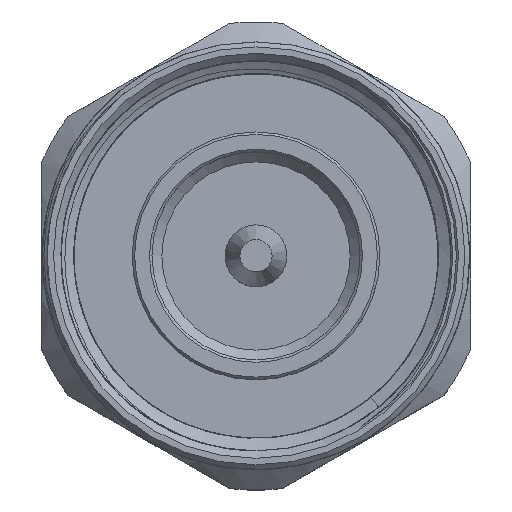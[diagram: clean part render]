
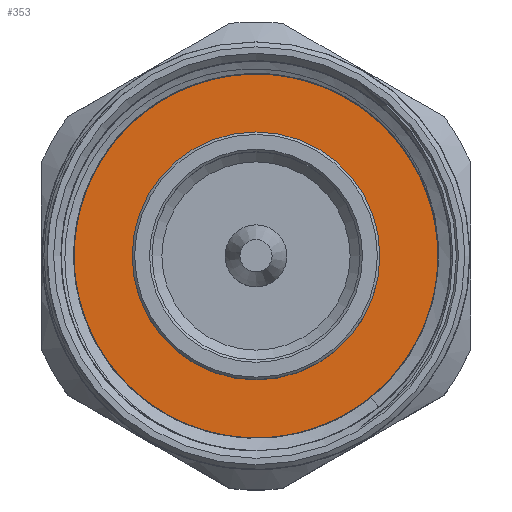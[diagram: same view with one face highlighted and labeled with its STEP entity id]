
A CAD part, top view. The second image highlights one B-rep face of the part: STEP entity #353.
In plain terms, the highlighted face is planar.
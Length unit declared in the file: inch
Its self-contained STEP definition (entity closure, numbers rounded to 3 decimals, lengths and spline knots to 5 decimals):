
#136 = CARTESIAN_POINT ( 'NONE',  ( 0.3317, -0.03846, -0.38495 ) ) ;
#155 = EDGE_CURVE ( 'NONE', #345, #3995, #4240, .T. ) ;
#208 = CARTESIAN_POINT ( 'NONE',  ( 0.3317, 0.36341, -0.07443 ) ) ;
#241 = CARTESIAN_POINT ( 'NONE',  ( 0.3317, 0.22225, -0.30698 ) ) ;
#263 = VERTEX_POINT ( 'NONE', #6081 ) ;
#267 = CARTESIAN_POINT ( 'NONE',  ( 0.3317, 0.01709, -0.38465 ) ) ;
#345 = VERTEX_POINT ( 'NONE', #1165 ) ;
#353 = ADVANCED_FACE ( 'NONE', ( #3141, #2667 ), #1424, .T. ) ;
#686 = CARTESIAN_POINT ( 'NONE',  ( 0.3317, 0.36886, -0.01871 ) ) ;
#724 = CARTESIAN_POINT ( 'NONE',  ( 0.3317, -0.21342, -0.32895 ) ) ;
#753 = CARTESIAN_POINT ( 'NONE',  ( 0.3317, -0.19728, -0.33825 ) ) ;
#820 = LINE ( 'NONE', #3426, #6214 ) ;
#926 = CIRCLE ( 'NONE', #3782, 0.24999 ) ;
#1140 = CARTESIAN_POINT ( 'NONE',  ( 0.3317, -0.14696, -0.36127 ) ) ;
#1165 = CARTESIAN_POINT ( 'NONE',  ( 0.3317, 0.36833, 0. ) ) ;
#1239 = CARTESIAN_POINT ( 'NONE',  ( 0.3317, 0.17602, -0.33744 ) ) ;
#1320 = DIRECTION ( 'NONE',  ( 0., -1., 0. ) ) ;
#1424 = PLANE ( 'NONE',  #1819 ) ;
#1461 = ORIENTED_EDGE ( 'NONE', *, *, #5731, .T. ) ;
#1621 = CARTESIAN_POINT ( 'NONE',  ( 0.3317, 0.34982, -0.12826 ) ) ;
#1688 = CARTESIAN_POINT ( 'NONE',  ( 0.3317, 0.07264, -0.37827 ) ) ;
#1754 = CARTESIAN_POINT ( 'NONE',  ( 0.3317, -0.01075, -0.38563 ) ) ;
#1811 = ORIENTED_EDGE ( 'NONE', *, *, #2434, .T. ) ;
#1812 = CARTESIAN_POINT ( 'NONE',  ( 0.3317, -0.27282, -0.28385 ) ) ;
#1819 = AXIS2_PLACEMENT_3D ( 'NONE', #3334, #4349, #5819 ) ;
#2102 = CARTESIAN_POINT ( 'NONE',  ( 0.3317, -0.27282, -0.28385 ) ) ;
#2171 = CARTESIAN_POINT ( 'NONE',  ( 0.3317, 0.10823, -0.36857 ) ) ;
#2201 = CARTESIAN_POINT ( 'NONE',  ( 0.3317, -0.16408, -0.3544 ) ) ;
#2281 = DIRECTION ( 'NONE',  ( -1., 0., 0. ) ) ;
#2434 = EDGE_CURVE ( 'NONE', #263, #345, #820, .T. ) ;
#2636 = CARTESIAN_POINT ( 'NONE',  ( 0.3317, 0.02643, -0.38387 ) ) ;
#2667 = FACE_BOUND ( 'NONE', #4342, .T. ) ;
#2672 = CARTESIAN_POINT ( 'NONE',  ( 0.3317, 0.31944, -0.19606 ) ) ;
#2821 = EDGE_CURVE ( 'NONE', #3995, #263, #5518, .T. ) ;
#3141 = FACE_OUTER_BOUND ( 'NONE', #6000, .T. ) ;
#3148 = CARTESIAN_POINT ( 'NONE',  ( 0.3317, 0.28835, -0.24193 ) ) ;
#3182 = CARTESIAN_POINT ( 'NONE',  ( 0.3317, -0.05683, -0.38319 ) ) ;
#3213 = CARTESIAN_POINT ( 'NONE',  ( 0.3317, 0.36797, -0.03733 ) ) ;
#3334 = CARTESIAN_POINT ( 'NONE',  ( 0.3317, 0., 0. ) ) ;
#3426 = CARTESIAN_POINT ( 'NONE',  ( 0.3317, 0.3937, 0. ) ) ;
#3483 = ORIENTED_EDGE ( 'NONE', *, *, #2821, .T. ) ;
#3545 = DIRECTION ( 'NONE',  ( 0., -1., 0. ) ) ;
#3568 = CARTESIAN_POINT ( 'NONE',  ( 0.3317, 0.34356, -0.14563 ) ) ;
#3600 = CARTESIAN_POINT ( 'NONE',  ( 0.3317, 0.35974, -0.0927 ) ) ;
#3631 = CARTESIAN_POINT ( 'NONE',  ( 0.3317, -0.00149, -0.38553 ) ) ;
#3696 = CARTESIAN_POINT ( 'NONE',  ( 0.3317, -0.09337, -0.37703 ) ) ;
#3782 = AXIS2_PLACEMENT_3D ( 'NONE', #6100, #4148, #3545 ) ;
#3995 = VERTEX_POINT ( 'NONE', #1812 ) ;
#4103 = CARTESIAN_POINT ( 'NONE',  ( 0.3317, 0.32839, -0.17951 ) ) ;
#4134 = CARTESIAN_POINT ( 'NONE',  ( 0.3317, -0.24435, -0.30799 ) ) ;
#4148 = DIRECTION ( 'NONE',  ( 1., 0., 0. ) ) ;
#4240 = B_SPLINE_CURVE_WITH_KNOTS ( 'NONE', 3,
 ( #4642, #686, #3213, #208, #3600, #1621, #3568, #4103, #2672, #6060, #3148, #6120, #4615, #241, #6088, #1239, #5124, #2171, #1688, #2636, #267, #3631, #1754, #136, #3182, #3696, #5092, #1140, #2201, #753, #724, #4134, #5549, #2102 ),
 .UNSPECIFIED., .F., .F.,
 ( 4, 2, 2, 2, 2, 2, 2, 2, 2, 2, 2, 2, 2, 2, 2, 2, 4 ),
 ( 0., 0.00142, 0.00284, 0.00426, 0.00568, 0.0071, 0.00853, 0.00995, 0.01137, 0.01421, 0.01492, 0.01563, 0.01705, 0.01847, 0.01989, 0.02131, 0.02273 ),
 .UNSPECIFIED. ) ;
#4342 = EDGE_LOOP ( 'NONE', ( #1461 ) ) ;
#4349 = DIRECTION ( 'NONE',  ( -1., 0., 0. ) ) ;
#4357 = VERTEX_POINT ( 'NONE', #4453 ) ;
#4453 = CARTESIAN_POINT ( 'NONE',  ( 0.3317, -0.24999, 0. ) ) ;
#4615 = CARTESIAN_POINT ( 'NONE',  ( 0.3317, 0.25057, -0.28294 ) ) ;
#4642 = CARTESIAN_POINT ( 'NONE',  ( 0.3317, 0.36833, 0. ) ) ;
#5092 = CARTESIAN_POINT ( 'NONE',  ( 0.3317, -0.11165, -0.37259 ) ) ;
#5124 = CARTESIAN_POINT ( 'NONE',  ( 0.3317, 0.15955, -0.34614 ) ) ;
#5518 = CIRCLE ( 'NONE', #5821, 0.3937 ) ;
#5549 = CARTESIAN_POINT ( 'NONE',  ( 0.3317, -0.259, -0.29645 ) ) ;
#5680 = ORIENTED_EDGE ( 'NONE', *, *, #155, .T. ) ;
#5731 = EDGE_CURVE ( 'NONE', #4357, #4357, #926, .T. ) ;
#5819 = DIRECTION ( 'NONE',  ( 0., -1., 0. ) ) ;
#5820 = DIRECTION ( 'NONE',  ( 0., -1., 0. ) ) ;
#5821 = AXIS2_PLACEMENT_3D ( 'NONE', #6170, #2281, #1320 ) ;
#6000 = EDGE_LOOP ( 'NONE', ( #1811, #5680, #3483 ) ) ;
#6060 = CARTESIAN_POINT ( 'NONE',  ( 0.3317, 0.29945, -0.22719 ) ) ;
#6081 = CARTESIAN_POINT ( 'NONE',  ( 0.3317, 0.3937, 0. ) ) ;
#6088 = CARTESIAN_POINT ( 'NONE',  ( 0.3317, 0.20734, -0.31787 ) ) ;
#6100 = CARTESIAN_POINT ( 'NONE',  ( 0.3317, 0., 0. ) ) ;
#6120 = CARTESIAN_POINT ( 'NONE',  ( 0.3317, 0.26397, -0.26976 ) ) ;
#6170 = CARTESIAN_POINT ( 'NONE',  ( 0.3317, 0., 0. ) ) ;
#6214 = VECTOR ( 'NONE', #5820, 39.37008 ) ;
